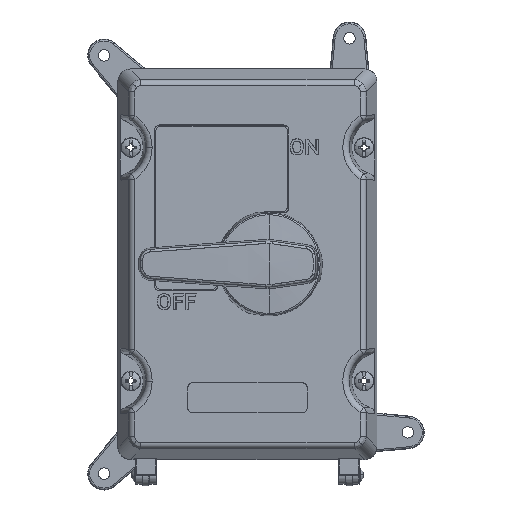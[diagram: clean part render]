
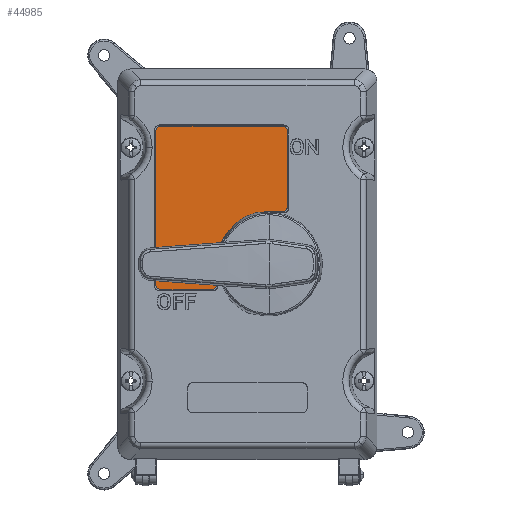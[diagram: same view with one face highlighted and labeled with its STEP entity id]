
A CAD part, top view. The second image highlights one B-rep face of the part: STEP entity #44985.
In plain terms, the highlighted planar face has unit normal (0, 0, 1).
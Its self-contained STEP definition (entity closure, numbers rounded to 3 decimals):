
#1429 = VERTEX_POINT ( 'NONE', #11196 ) ;
#1778 = CARTESIAN_POINT ( 'NONE',  ( 25.54, 84.727, 127.911 ) ) ;
#2383 = ORIENTED_EDGE ( 'NONE', *, *, #57494, .T. ) ;
#2570 = DIRECTION ( 'NONE',  ( 1., 0., 0. ) ) ;
#3074 = CARTESIAN_POINT ( 'NONE',  ( -55.207, 84.727, 127.911 ) ) ;
#3638 = ORIENTED_EDGE ( 'NONE', *, *, #59655, .T. ) ;
#4660 = VECTOR ( 'NONE', #36690, 1000. ) ;
#4747 = DIRECTION ( 'NONE',  ( 1., 0., 0. ) ) ;
#4859 = CARTESIAN_POINT ( 'NONE',  ( -55.207, -16.14, 127.911 ) ) ;
#5127 = ORIENTED_EDGE ( 'NONE', *, *, #29928, .T. ) ;
#5550 = ORIENTED_EDGE ( 'NONE', *, *, #11616, .T. ) ;
#7152 = ORIENTED_EDGE ( 'NONE', *, *, #37374, .T. ) ;
#7375 = EDGE_CURVE ( 'NONE', #1429, #23679, #11163, .T. ) ;
#8096 = DIRECTION ( 'NONE',  ( -1., 0., 0. ) ) ;
#8735 = LINE ( 'NONE', #18035, #28965 ) ;
#9613 = ORIENTED_EDGE ( 'NONE', *, *, #37229, .T. ) ;
#10195 = CIRCLE ( 'NONE', #35680, 33.59 ) ;
#11163 = CIRCLE ( 'NONE', #23894, 3.175 ) ;
#11196 = CARTESIAN_POINT ( 'NONE',  ( 22.365, 33.59, 127.911 ) ) ;
#11302 = VECTOR ( 'NONE', #42431, 1000. ) ;
#11616 = EDGE_CURVE ( 'NONE', #52353, #1429, #24535, .T. ) ;
#12257 = VERTEX_POINT ( 'NONE', #39834 ) ;
#13373 = CARTESIAN_POINT ( 'NONE',  ( -55.207, 84.727, 127.911 ) ) ;
#13813 = EDGE_CURVE ( 'NONE', #12257, #16653, #45880, .T. ) ;
#14128 = VECTOR ( 'NONE', #56609, 1000. ) ;
#14142 = CIRCLE ( 'NONE', #51717, 3.175 ) ;
#14314 = CARTESIAN_POINT ( 'NONE',  ( 13.942, 33.59, 127.911 ) ) ;
#16021 = ORIENTED_EDGE ( 'NONE', *, *, #40138, .T. ) ;
#16653 = VERTEX_POINT ( 'NONE', #61953 ) ;
#18035 = CARTESIAN_POINT ( 'NONE',  ( -55.207, -16.14, 127.911 ) ) ;
#18177 = CARTESIAN_POINT ( 'NONE',  ( -19.648, 0., 127.911 ) ) ;
#18393 = DIRECTION ( 'NONE',  ( -1., 0., 0. ) ) ;
#19052 = CARTESIAN_POINT ( 'NONE',  ( -58.382, 84.727, 127.911 ) ) ;
#19274 = EDGE_CURVE ( 'NONE', #60996, #61681, #8735, .T. ) ;
#19406 = CARTESIAN_POINT ( 'NONE',  ( 25.54, 84.727, 127.911 ) ) ;
#20035 = DIRECTION ( 'NONE',  ( 0., 0., 1. ) ) ;
#20503 = VERTEX_POINT ( 'NONE', #18177 ) ;
#21655 = CARTESIAN_POINT ( 'NONE',  ( -19.648, 0., 127.911 ) ) ;
#21662 = CARTESIAN_POINT ( 'NONE',  ( -55.207, -12.965, 127.911 ) ) ;
#22526 = DIRECTION ( 'NONE',  ( -1., 0., 0. ) ) ;
#23002 = EDGE_CURVE ( 'NONE', #34375, #20503, #52359, .T. ) ;
#23679 = VERTEX_POINT ( 'NONE', #48680 ) ;
#23894 = AXIS2_PLACEMENT_3D ( 'NONE', #26882, #61869, #31980 ) ;
#23896 = ORIENTED_EDGE ( 'NONE', *, *, #19274, .T. ) ;
#24535 = LINE ( 'NONE', #47269, #11302 ) ;
#26154 = ORIENTED_EDGE ( 'NONE', *, *, #23002, .T. ) ;
#26659 = DIRECTION ( 'NONE',  ( -1., 0., 0. ) ) ;
#26882 = CARTESIAN_POINT ( 'NONE',  ( 22.365, 36.765, 127.911 ) ) ;
#27339 = EDGE_LOOP ( 'NONE', ( #7152, #5127, #16021, #23896, #42160, #26154, #2383, #5550, #33661, #9613, #3638, #29632 ) ) ;
#27811 = DIRECTION ( 'NONE',  ( 0., 0., 1. ) ) ;
#27892 = AXIS2_PLACEMENT_3D ( 'NONE', #3074, #37956, #8096 ) ;
#28965 = VECTOR ( 'NONE', #2570, 1000. ) ;
#29632 = ORIENTED_EDGE ( 'NONE', *, *, #13813, .T. ) ;
#29928 = EDGE_CURVE ( 'NONE', #52696, #59159, #58520, .T. ) ;
#31534 = CIRCLE ( 'NONE', #48195, 3.175 ) ;
#31980 = DIRECTION ( 'NONE',  ( -1., 0., 0. ) ) ;
#33661 = ORIENTED_EDGE ( 'NONE', *, *, #7375, .T. ) ;
#34375 = VERTEX_POINT ( 'NONE', #40255 ) ;
#34584 = DIRECTION ( 'NONE',  ( 0., 0., -1. ) ) ;
#35680 = AXIS2_PLACEMENT_3D ( 'NONE', #64480, #34584, #4747 ) ;
#36690 = DIRECTION ( 'NONE',  ( 0., 1., 0. ) ) ;
#36780 = CARTESIAN_POINT ( 'NONE',  ( -22.823, -16.14, 127.911 ) ) ;
#37229 = EDGE_CURVE ( 'NONE', #23679, #56970, #42842, .T. ) ;
#37374 = EDGE_CURVE ( 'NONE', #16653, #52696, #55311, .T. ) ;
#37403 = CARTESIAN_POINT ( 'NONE',  ( -55.207, 87.902, 127.911 ) ) ;
#37863 = CIRCLE ( 'NONE', #47155, 3.175 ) ;
#37956 = DIRECTION ( 'NONE',  ( 0., 0., 1. ) ) ;
#39834 = CARTESIAN_POINT ( 'NONE',  ( 22.365, 87.902, 127.911 ) ) ;
#40138 = EDGE_CURVE ( 'NONE', #59159, #60996, #31534, .T. ) ;
#40255 = CARTESIAN_POINT ( 'NONE',  ( -19.648, -12.965, 127.911 ) ) ;
#42160 = ORIENTED_EDGE ( 'NONE', *, *, #62228, .T. ) ;
#42431 = DIRECTION ( 'NONE',  ( 1., 0., 0. ) ) ;
#42842 = LINE ( 'NONE', #1778, #4660 ) ;
#42867 = AXIS2_PLACEMENT_3D ( 'NONE', #13373, #48264, #18393 ) ;
#44985 = ADVANCED_FACE ( 'NONE', ( #53484 ), #58091, .F. ) ;
#45230 = VECTOR ( 'NONE', #47487, 1000. ) ;
#45880 = LINE ( 'NONE', #37403, #56048 ) ;
#47155 = AXIS2_PLACEMENT_3D ( 'NONE', #49963, #20035, #54933 ) ;
#47269 = CARTESIAN_POINT ( 'NONE',  ( 13.942, 33.59, 127.911 ) ) ;
#47487 = DIRECTION ( 'NONE',  ( 0., -1., 0. ) ) ;
#48195 = AXIS2_PLACEMENT_3D ( 'NONE', #21662, #56614, #26659 ) ;
#48264 = DIRECTION ( 'NONE',  ( 0., 0., -1. ) ) ;
#48680 = CARTESIAN_POINT ( 'NONE',  ( 25.54, 36.765, 127.911 ) ) ;
#49396 = CARTESIAN_POINT ( 'NONE',  ( -58.382, -12.965, 127.911 ) ) ;
#49963 = CARTESIAN_POINT ( 'NONE',  ( 22.365, 84.727, 127.911 ) ) ;
#51717 = AXIS2_PLACEMENT_3D ( 'NONE', #57776, #27811, #62788 ) ;
#52353 = VERTEX_POINT ( 'NONE', #14314 ) ;
#52359 = LINE ( 'NONE', #21655, #14128 ) ;
#52696 = VERTEX_POINT ( 'NONE', #19052 ) ;
#53484 = FACE_OUTER_BOUND ( 'NONE', #27339, .T. ) ;
#54933 = DIRECTION ( 'NONE',  ( 1., 0., 0. ) ) ;
#55311 = CIRCLE ( 'NONE', #27892, 3.175 ) ;
#56048 = VECTOR ( 'NONE', #22526, 1000. ) ;
#56609 = DIRECTION ( 'NONE',  ( 0., 1., 0. ) ) ;
#56614 = DIRECTION ( 'NONE',  ( 0., 0., 1. ) ) ;
#56970 = VERTEX_POINT ( 'NONE', #19406 ) ;
#57330 = CARTESIAN_POINT ( 'NONE',  ( -58.382, 84.727, 127.911 ) ) ;
#57494 = EDGE_CURVE ( 'NONE', #20503, #52353, #10195, .T. ) ;
#57776 = CARTESIAN_POINT ( 'NONE',  ( -22.823, -12.965, 127.911 ) ) ;
#58091 = PLANE ( 'NONE',  #42867 ) ;
#58520 = LINE ( 'NONE', #57330, #45230 ) ;
#59159 = VERTEX_POINT ( 'NONE', #49396 ) ;
#59655 = EDGE_CURVE ( 'NONE', #56970, #12257, #37863, .T. ) ;
#60996 = VERTEX_POINT ( 'NONE', #4859 ) ;
#61681 = VERTEX_POINT ( 'NONE', #36780 ) ;
#61869 = DIRECTION ( 'NONE',  ( 0., 0., 1. ) ) ;
#61953 = CARTESIAN_POINT ( 'NONE',  ( -55.207, 87.902, 127.911 ) ) ;
#62228 = EDGE_CURVE ( 'NONE', #61681, #34375, #14142, .T. ) ;
#62788 = DIRECTION ( 'NONE',  ( -1., 0., 0. ) ) ;
#64480 = CARTESIAN_POINT ( 'NONE',  ( 13.942, 0., 127.911 ) ) ;
